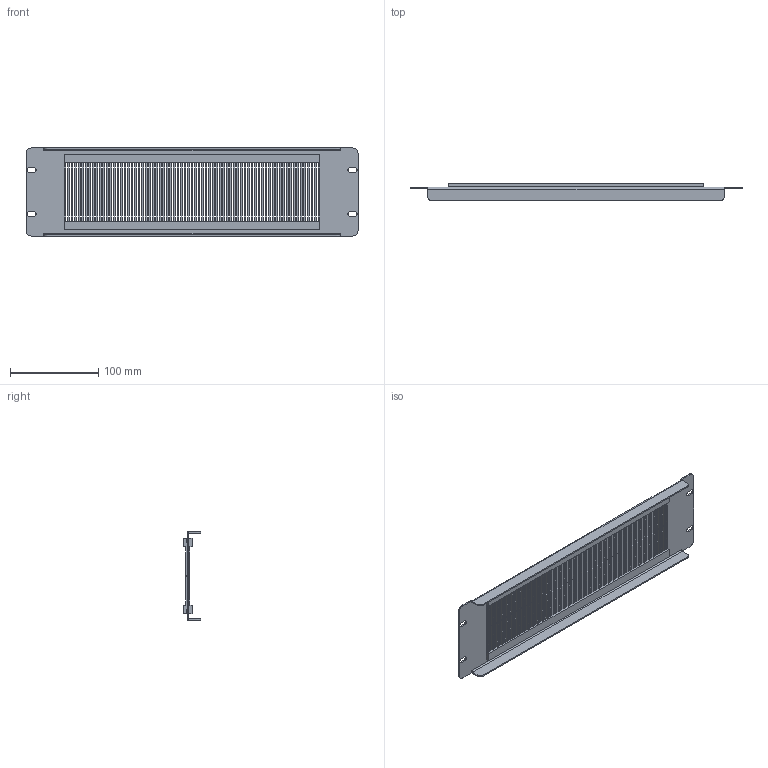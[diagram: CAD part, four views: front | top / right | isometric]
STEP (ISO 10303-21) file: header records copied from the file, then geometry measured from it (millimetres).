
FILE_DESCRIPTION (( 'STEP AP214' ), '1' );
FILE_NAME ('923.511.STEP', '2025-04-01T08:34:12', ( '' ), ( '' ), 'SwSTEP 2.0', 'SolidWorks 2021', '' );
FILE_SCHEMA (( 'AUTOMOTIVE_DESIGN' ));
Length unit declared in the file: millimetre
Products named in the file (3): Ùåòêà; 923.511 眈翴錪; 923.511
Assembly tree (3 placements, depth 2):
  923.511
    923.511 眈翴錪
    Ùåòêà  x2
Bounding box: 376.5 x 19.65 x 100 mm (x, y, z)
Volume: 131404.1 mm3; surface area: 152689.9 mm2
Topology: 3 solids, 3 shells, 1238 faces, 3108 edges, 1876 vertices
Faces by surface type: plane 1218, cylinder 20
Entity records: 18800 total; most frequent: CARTESIAN_POINT 3274, ORIENTED_EDGE 3264, DIRECTION 2984, EDGE_CURVE 1632, VECTOR 1588, LINE 1588, VERTEX_POINT 988, AXIS2_PLACEMENT_3D 698
